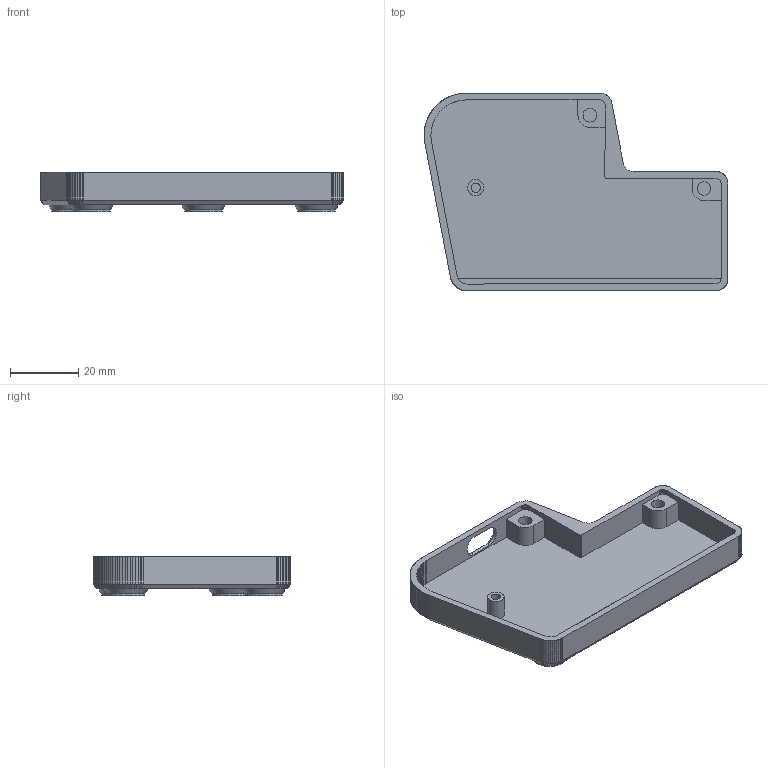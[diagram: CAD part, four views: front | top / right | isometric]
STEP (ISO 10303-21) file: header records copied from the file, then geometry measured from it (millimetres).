
FILE_DESCRIPTION(/* description */ ('KiCad electronic assembly'),/* implementation_level */ '2;1');
FILE_NAME(/* name */ '4KEMPlowercase.step',/* time_stamp */ '2026-02-14T17:20:23-08:00',/* author */ (''),/* organization */ (''),/* preprocessor_version */ 'ST-DEVELOPER v20.1',/* originating_system */ 'Autodesk Translation Framework v14.21.0.0',/* authorisation */ '');
FILE_SCHEMA (('AUTOMOTIVE_DESIGN { 1 0 10303 214 3 1 1 }'));
Length unit declared in the file: millimetre
Products named in the file (2): shennyshen 1; Component12
Assembly tree (1 placements, depth 2):
  shennyshen 1
    Component12
Bounding box: 89.13 x 58.02 x 11.6 mm (x, y, z)
Volume: 12933.7 mm3; surface area: 13336.3 mm2
Topology: 1 solids, 1 shells, 316 faces, 905 edges, 599 vertices
Faces by surface type: plane 232, cylinder 75, cone 9
Full cylindrical faces by diameter (mm): 2.7 x1, 4 x2, 4.812 x1, 11 x4
Entity records: 10375 total; most frequent: CARTESIAN_POINT 1823, ORIENTED_EDGE 1810, DIRECTION 1769, EDGE_CURVE 905, LINE 679, VECTOR 679, VERTEX_POINT 599, AXIS2_PLACEMENT_3D 545
